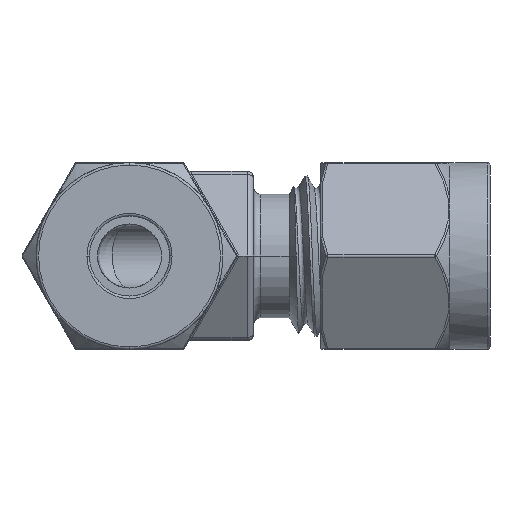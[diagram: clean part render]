
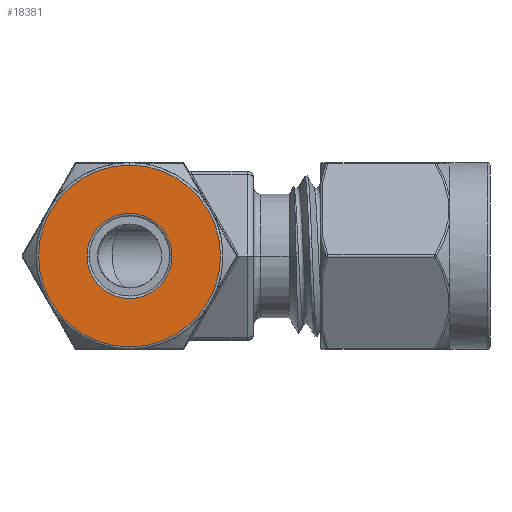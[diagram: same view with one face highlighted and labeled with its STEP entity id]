
A CAD part, front view. The second image highlights one B-rep face of the part: STEP entity #18381.
In plain terms, the highlighted face is planar.
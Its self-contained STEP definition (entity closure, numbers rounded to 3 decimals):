
#15741=CARTESIAN_POINT('',(0.,0.,0.));
#15742=DIRECTION('',(-1.,0.,0.));
#15743=DIRECTION('',(0.,1.,0.));
#15744=AXIS2_PLACEMENT_3D('',#15741,#15742,#15743);
#15746=CARTESIAN_POINT('',(0.,0.,0.));
#15747=DIRECTION('',(-1.,0.,0.));
#15748=DIRECTION('',(0.,-1.,0.));
#15749=AXIS2_PLACEMENT_3D('',#15746,#15747,#15748);
#15751=CARTESIAN_POINT('',(0.,0.,0.));
#15752=DIRECTION('',(1.,0.,0.));
#15753=DIRECTION('',(0.,0.,1.));
#15754=AXIS2_PLACEMENT_3D('',#15751,#15752,#15753);
#15756=CARTESIAN_POINT('',(0.,0.,0.));
#15757=DIRECTION('',(1.,0.,0.));
#15758=DIRECTION('',(0.,0.,-1.));
#15759=AXIS2_PLACEMENT_3D('',#15756,#15757,#15758);
#18191=CARTESIAN_POINT('',(0.,3.188,0.));
#18192=CARTESIAN_POINT('',(0.,-3.188,0.));
#18193=VERTEX_POINT('',#18191);
#18194=VERTEX_POINT('',#18192);
#18223=CARTESIAN_POINT('',(0.,0.,6.813));
#18224=CARTESIAN_POINT('',(0.,0.,-6.813));
#18225=VERTEX_POINT('',#18223);
#18226=VERTEX_POINT('',#18224);
#18364=CARTESIAN_POINT('',(0.,0.,0.));
#18365=DIRECTION('',(1.,0.,0.));
#18366=DIRECTION('',(0.,-1.,0.));
#18367=AXIS2_PLACEMENT_3D('',#18364,#18365,#18366);
#18368=PLANE('',#18367);
#18370=ORIENTED_EDGE('',*,*,#18369,.F.);
#18372=ORIENTED_EDGE('',*,*,#18371,.F.);
#18373=EDGE_LOOP('',(#18370,#18372));
#18374=FACE_OUTER_BOUND('',#18373,.F.);
#18376=ORIENTED_EDGE('',*,*,#18375,.F.);
#18378=ORIENTED_EDGE('',*,*,#18377,.F.);
#18379=EDGE_LOOP('',(#18376,#18378));
#18380=FACE_BOUND('',#18379,.F.);
#15745=CIRCLE('',#15744,3.188);
#15750=CIRCLE('',#15749,3.188);
#15755=CIRCLE('',#15754,6.813);
#15760=CIRCLE('',#15759,6.813);
#18369=EDGE_CURVE('',#18225,#18226,#15755,.T.);
#18371=EDGE_CURVE('',#18226,#18225,#15760,.T.);
#18375=EDGE_CURVE('',#18193,#18194,#15745,.T.);
#18377=EDGE_CURVE('',#18194,#18193,#15750,.T.);
#18381=ADVANCED_FACE('',(#18374,#18380),#18368,.T.);
